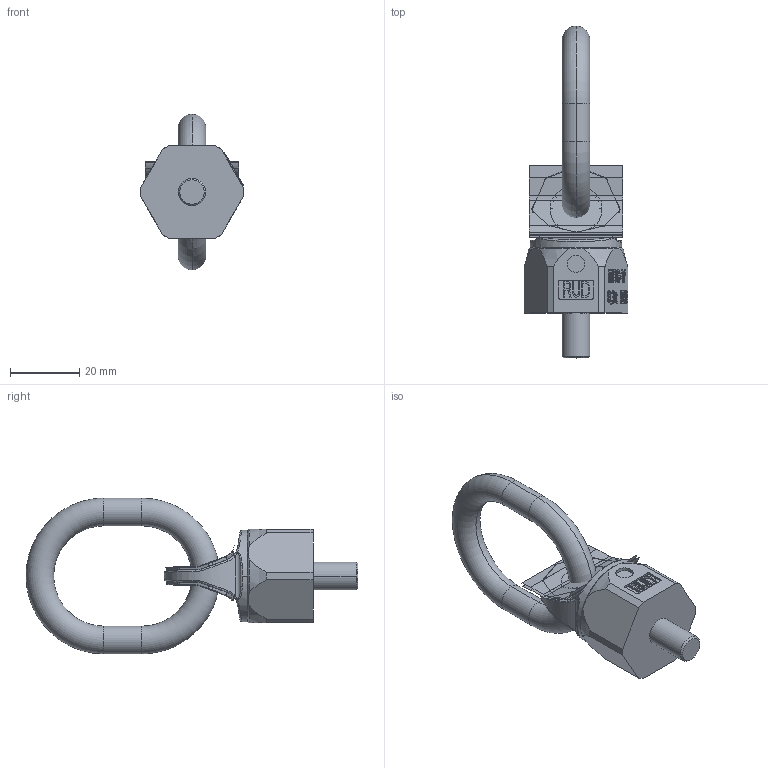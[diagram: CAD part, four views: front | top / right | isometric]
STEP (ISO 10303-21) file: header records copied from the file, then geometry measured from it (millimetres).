
FILE_DESCRIPTION((''),'2;1');
FILE_NAME('001-M31709-P-1_ASM','2004-10-07T',('Haas'),(''),'PRO/ENGINEER BY PARAMETRIC TECHNOLOGY CORPORATION, 2003450','PRO/ENGINEER BY PARAMETRIC TECHNOLOGY CORPORATION, 2003450','');
FILE_SCHEMA(('CONFIG_CONTROL_DESIGN'));
Length unit declared in the file: millimetre
Products named in the file (5): 001-M31709-P-1; 001-M31709-P-4; 001-M31709-P-2; 001-M31708-P-3; 001-M31709-P-1_ASM
Assembly tree (4 placements, depth 2):
  001-M31709-P-1_ASM
    001-M31709-P-1
    001-M31709-P-4
    001-M31709-P-2
    001-M31708-P-3
Bounding box: 30 x 96 x 45 mm (x, y, z)
Volume: 22695.4 mm3; surface area: 12484.1 mm2
Topology: 4 solids, 6 shells, 711 faces, 1896 edges, 1218 vertices
Faces by surface type: plane 504, cylinder 87, bspline 74, cone 22, torus 20, sphere 4
Entity records: 24611 total; most frequent: CARTESIAN_POINT 7380, ORIENTED_EDGE 3764, DIRECTION 3186, EDGE_CURVE 1896, VECTOR 1440, LINE 1440, VERTEX_POINT 1218, AXIS2_PLACEMENT_3D 873
